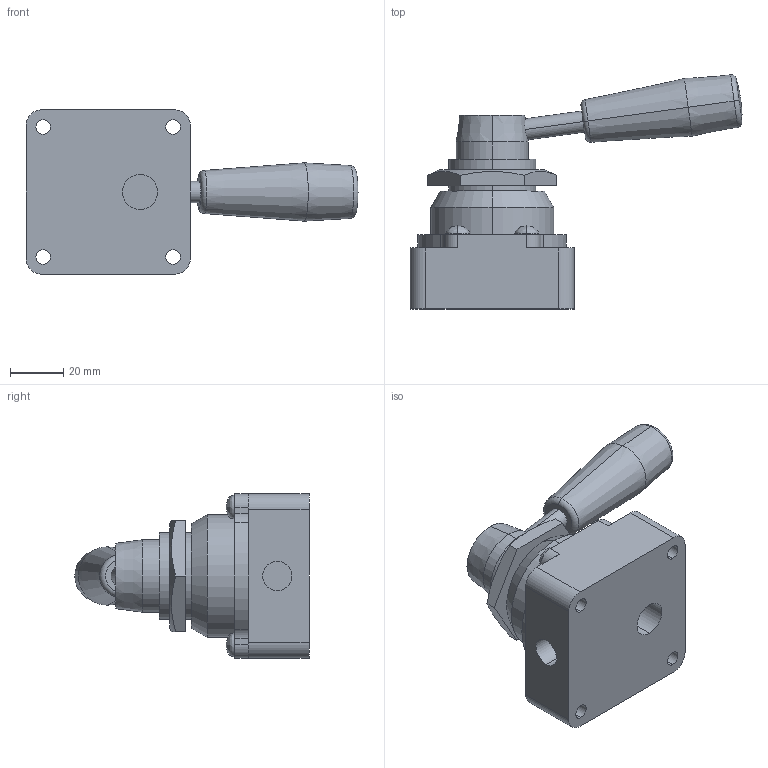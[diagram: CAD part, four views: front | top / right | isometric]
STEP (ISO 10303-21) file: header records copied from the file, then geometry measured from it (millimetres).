
FILE_DESCRIPTION (( 'STEP AP214' ), '1' );
FILE_NAME ('VH212-02.step.step', '2018-06-11T10:46:16', ( '' ), ( '' ), 'SwSTEP 2.0', 'SolidWorks 2018', '' );
FILE_SCHEMA (( 'AUTOMOTIVE_DESIGN' ));
Length unit declared in the file: millimetre
Products named in the file (4): VH212-02.step_VH Valve Body_200-02; VH212-02.step_VH Hex Nut_200; VH212-02.step; VH212-02.step_VH Handle_200
Assembly tree (3 placements, depth 2):
  VH212-02.step
    VH212-02.step_VH Valve Body_200-02
    VH212-02.step_VH Hex Nut_200
    VH212-02.step_VH Handle_200
Bounding box: 125.2 x 88.35 x 62 mm (x, y, z)
Volume: 162383 mm3; surface area: 29738.9 mm2
Topology: 3 solids, 3 shells, 104 faces, 250 edges, 157 vertices
Faces by surface type: cylinder 50, plane 30, cone 10, bspline 8, torus 4, sphere 2
Entity records: 3402 total; most frequent: CARTESIAN_POINT 787, DIRECTION 550, ORIENTED_EDGE 484, EDGE_CURVE 242, AXIS2_PLACEMENT_3D 224, VERTEX_POINT 157, EDGE_LOOP 127, CIRCLE 122
